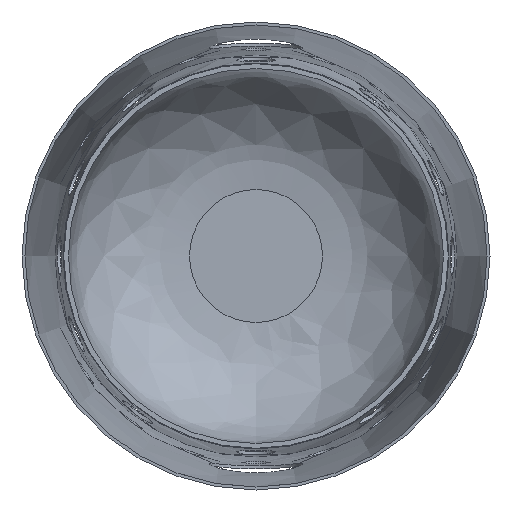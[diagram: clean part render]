
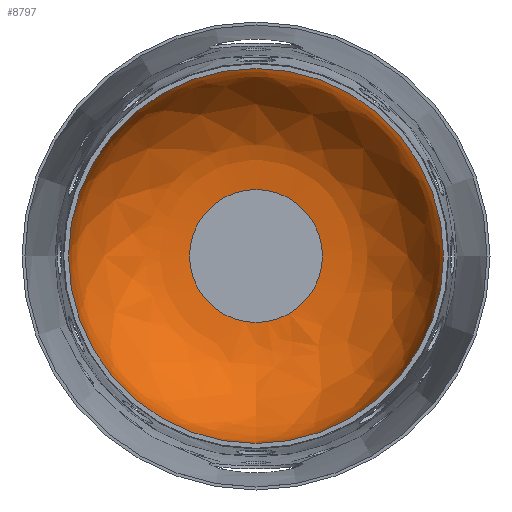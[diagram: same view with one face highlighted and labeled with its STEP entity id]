
A CAD part, front view. The second image highlights one B-rep face of the part: STEP entity #8797.
In plain terms, the highlighted free-form (B-spline) face has degree [2, 2] with [3, 9] control points.
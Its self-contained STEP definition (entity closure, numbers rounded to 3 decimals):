
#2072=(
BOUNDED_SURFACE()
B_SPLINE_SURFACE(2,2,((#11544,#11545,#11546,#11547,#11548,#11549,#11550,
#11551,#11552),(#11553,#11554,#11555,#11556,#11557,#11558,#11559,#11560,
#11561),(#11562,#11563,#11564,#11565,#11566,#11567,#11568,#11569,#11570)),
 .UNSPECIFIED.,.F.,.T.,.F.)
B_SPLINE_SURFACE_WITH_KNOTS((3,3),(3,2,2,2,3),(0.,1.571),(-3.142,
-1.571,0.,1.571,3.142),.UNSPECIFIED.)
GEOMETRIC_REPRESENTATION_ITEM()
RATIONAL_B_SPLINE_SURFACE(((1.,0.707,1.,0.707,1.,
0.707,1.,0.707,1.),(0.707,0.5,0.707,
0.5,0.707,0.5,0.707,0.5,0.707),(1.,
0.707,1.,0.707,1.,0.707,1.,0.707,
1.)))
REPRESENTATION_ITEM('')
SURFACE()
);
#2257=FACE_OUTER_BOUND('',#2654,.T.);
#2654=EDGE_LOOP('',(#5771,#5772,#5773,#5774));
#3226=CIRCLE('',#9217,62.9);
#3229=CIRCLE('',#9222,22.3);
#3230=CIRCLE('',#9223,40.6);
#3374=VERTEX_POINT('',#11508);
#3376=VERTEX_POINT('',#11542);
#4368=EDGE_CURVE('',#3374,#3374,#3226,.T.);
#4371=EDGE_CURVE('',#3376,#3376,#3229,.T.);
#4372=EDGE_CURVE('',#3376,#3374,#3230,.T.);
#5771=ORIENTED_EDGE('',*,*,#4371,.T.);
#5772=ORIENTED_EDGE('',*,*,#4372,.T.);
#5773=ORIENTED_EDGE('',*,*,#4368,.F.);
#5774=ORIENTED_EDGE('',*,*,#4372,.F.);
#8797=ADVANCED_FACE('',(#2257),#2072,.T.);
#9217=AXIS2_PLACEMENT_3D('',#11509,#9769,#9770);
#9222=AXIS2_PLACEMENT_3D('',#11543,#9779,#9780);
#9223=AXIS2_PLACEMENT_3D('',#11571,#9781,#9782);
#9769=DIRECTION('center_axis',(0.,1.,0.));
#9770=DIRECTION('ref_axis',(1.,0.,0.));
#9779=DIRECTION('center_axis',(0.,1.,0.));
#9780=DIRECTION('ref_axis',(1.,0.,0.));
#9781=DIRECTION('center_axis',(-1.,0.,0.));
#9782=DIRECTION('ref_axis',(0.,0.,-1.));
#11508=CARTESIAN_POINT('',(0.,0.,-62.9));
#11509=CARTESIAN_POINT('Origin',(0.,0.,0.));
#11542=CARTESIAN_POINT('',(0.,40.6,-22.3));
#11543=CARTESIAN_POINT('Origin',(0.,40.6,0.));
#11544=CARTESIAN_POINT('Ctrl Pts',(0.,0.,-62.9));
#11545=CARTESIAN_POINT('Ctrl Pts',(-62.9,0.,-62.9));
#11546=CARTESIAN_POINT('Ctrl Pts',(-62.9,0.,0.));
#11547=CARTESIAN_POINT('Ctrl Pts',(-62.9,0.,62.9));
#11548=CARTESIAN_POINT('Ctrl Pts',(0.,0.,62.9));
#11549=CARTESIAN_POINT('Ctrl Pts',(62.9,0.,62.9));
#11550=CARTESIAN_POINT('Ctrl Pts',(62.9,0.,0.));
#11551=CARTESIAN_POINT('Ctrl Pts',(62.9,0.,-62.9));
#11552=CARTESIAN_POINT('Ctrl Pts',(0.,0.,-62.9));
#11553=CARTESIAN_POINT('Ctrl Pts',(0.,40.6,-62.9));
#11554=CARTESIAN_POINT('Ctrl Pts',(-62.9,40.6,-62.9));
#11555=CARTESIAN_POINT('Ctrl Pts',(-62.9,40.6,0.));
#11556=CARTESIAN_POINT('Ctrl Pts',(-62.9,40.6,62.9));
#11557=CARTESIAN_POINT('Ctrl Pts',(0.,40.6,62.9));
#11558=CARTESIAN_POINT('Ctrl Pts',(62.9,40.6,62.9));
#11559=CARTESIAN_POINT('Ctrl Pts',(62.9,40.6,0.));
#11560=CARTESIAN_POINT('Ctrl Pts',(62.9,40.6,-62.9));
#11561=CARTESIAN_POINT('Ctrl Pts',(0.,40.6,-62.9));
#11562=CARTESIAN_POINT('Ctrl Pts',(0.,40.6,-22.3));
#11563=CARTESIAN_POINT('Ctrl Pts',(-22.3,40.6,-22.3));
#11564=CARTESIAN_POINT('Ctrl Pts',(-22.3,40.6,0.));
#11565=CARTESIAN_POINT('Ctrl Pts',(-22.3,40.6,22.3));
#11566=CARTESIAN_POINT('Ctrl Pts',(0.,40.6,22.3));
#11567=CARTESIAN_POINT('Ctrl Pts',(22.3,40.6,22.3));
#11568=CARTESIAN_POINT('Ctrl Pts',(22.3,40.6,0.));
#11569=CARTESIAN_POINT('Ctrl Pts',(22.3,40.6,-22.3));
#11570=CARTESIAN_POINT('Ctrl Pts',(0.,40.6,-22.3));
#11571=CARTESIAN_POINT('Origin',(0.,0.,-22.3));
